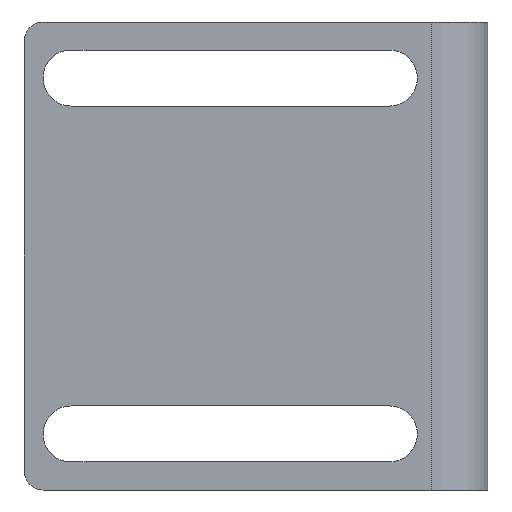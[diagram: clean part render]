
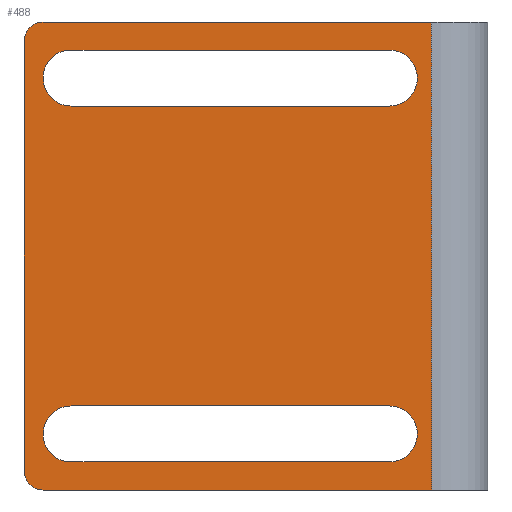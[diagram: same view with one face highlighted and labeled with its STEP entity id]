
A CAD part, front view. The second image highlights one B-rep face of the part: STEP entity #488.
In plain terms, the highlighted planar face has unit normal (0, -1, 0).
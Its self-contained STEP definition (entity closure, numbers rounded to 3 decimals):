
#319=CARTESIAN_POINT('',(-47.5,0.0,0.0));
#320=VERTEX_POINT('',#319);
#327=CARTESIAN_POINT('',(-49.5,0.0,2.));
#328=VERTEX_POINT('',#327);
#329=CARTESIAN_POINT('',(-47.5,0.0,2.));
#330=DIRECTION('',(0.0,1.0,0.0));
#331=DIRECTION('',(-0.707,0.0,-0.707));
#332=AXIS2_PLACEMENT_3D('',#329,#330,#331);
#333=CIRCLE('',#332,2.0);
#334=EDGE_CURVE('',#320,#328,#333,.T.);
#351=CARTESIAN_POINT('',(-49.5,0.0,48.0));
#352=VERTEX_POINT('',#351);
#353=CARTESIAN_POINT('',(-49.5,0.0,2.));
#354=DIRECTION('',(0.0,0.0,1.0));
#355=VECTOR('',#354,46.0);
#356=LINE('',#353,#355);
#357=EDGE_CURVE('',#328,#352,#356,.T.);
#376=CARTESIAN_POINT('',(-24.75,0.0,25.0));
#377=DIRECTION('',(0.0,1.0,0.0));
#378=DIRECTION('',(0.0,0.0,1.0));
#379=AXIS2_PLACEMENT_3D('',#376,#377,#378);
#380=PLANE('',#379);
#381=ORIENTED_EDGE('',*,*,#334,.F.);
#382=CARTESIAN_POINT('',(-6.,0.,0.0));
#383=VERTEX_POINT('',#382);
#384=CARTESIAN_POINT('',(-6.,0.0,0.0));
#385=DIRECTION('',(-1.0,0.0,0.0));
#386=VECTOR('',#385,41.5);
#387=LINE('',#384,#386);
#388=EDGE_CURVE('',#383,#320,#387,.T.);
#389=ORIENTED_EDGE('',*,*,#388,.F.);
#390=CARTESIAN_POINT('',(-6.,0.,50.0));
#391=VERTEX_POINT('',#390);
#392=CARTESIAN_POINT('',(-6.,0.0,0.0));
#393=DIRECTION('',(0.0,0.0,1.0));
#394=VECTOR('',#393,50.0);
#395=LINE('',#392,#394);
#396=EDGE_CURVE('',#383,#391,#395,.T.);
#397=ORIENTED_EDGE('',*,*,#396,.T.);
#398=CARTESIAN_POINT('',(-47.5,0.0,50.0));
#399=VERTEX_POINT('',#398);
#400=CARTESIAN_POINT('',(-47.5,0.0,50.0));
#401=DIRECTION('',(1.0,0.0,0.0));
#402=VECTOR('',#401,41.5);
#403=LINE('',#400,#402);
#404=EDGE_CURVE('',#399,#391,#403,.T.);
#405=ORIENTED_EDGE('',*,*,#404,.F.);
#406=CARTESIAN_POINT('',(-47.5,0.0,48.0));
#407=DIRECTION('',(0.0,1.0,0.0));
#408=DIRECTION('',(-0.707,0.0,0.707));
#409=AXIS2_PLACEMENT_3D('',#406,#407,#408);
#410=CIRCLE('',#409,2.0);
#411=EDGE_CURVE('',#352,#399,#410,.T.);
#412=ORIENTED_EDGE('',*,*,#411,.F.);
#413=ORIENTED_EDGE('',*,*,#357,.F.);
#414=EDGE_LOOP('',(#381,#389,#397,#405,#412,#413));
#415=FACE_OUTER_BOUND('',#414,.T.);
#416=CARTESIAN_POINT('',(-44.5,0.0,8.981));
#417=VERTEX_POINT('',#416);
#418=CARTESIAN_POINT('',(-10.5,0.0,8.981));
#419=VERTEX_POINT('',#418);
#420=CARTESIAN_POINT('',(-44.5,0.0,8.981));
#421=DIRECTION('',(1.0,0.0,0.0));
#422=VECTOR('',#421,34.);
#423=LINE('',#420,#422);
#424=EDGE_CURVE('',#417,#419,#423,.T.);
#425=ORIENTED_EDGE('',*,*,#424,.T.);
#426=CARTESIAN_POINT('',(-10.5,0.0,3.));
#427=VERTEX_POINT('',#426);
#428=CARTESIAN_POINT('',(-10.5,0.0,5.99));
#429=DIRECTION('',(0.0,1.0,0.0));
#430=DIRECTION('',(0.0,0.0,1.0));
#431=AXIS2_PLACEMENT_3D('',#428,#429,#430);
#432=CIRCLE('',#431,2.99);
#433=EDGE_CURVE('',#419,#427,#432,.T.);
#434=ORIENTED_EDGE('',*,*,#433,.T.);
#435=CARTESIAN_POINT('',(-44.838,0.0,3.0));
#436=VERTEX_POINT('',#435);
#437=CARTESIAN_POINT('',(-10.5,0.0,3.));
#438=DIRECTION('',(-1.0,0.0,0.0));
#439=VECTOR('',#438,34.338);
#440=LINE('',#437,#439);
#441=EDGE_CURVE('',#427,#436,#440,.T.);
#442=ORIENTED_EDGE('',*,*,#441,.T.);
#443=CARTESIAN_POINT('',(-44.5,0.0,5.981));
#444=DIRECTION('',(0.0,1.0,0.0));
#445=DIRECTION('',(-0.113,0.0,-0.994));
#446=AXIS2_PLACEMENT_3D('',#443,#444,#445);
#447=CIRCLE('',#446,3.);
#448=EDGE_CURVE('',#436,#417,#447,.T.);
#449=ORIENTED_EDGE('',*,*,#448,.T.);
#450=EDGE_LOOP('',(#425,#434,#442,#449));
#451=FACE_BOUND('',#450,.T.);
#452=CARTESIAN_POINT('',(-10.5,0.0,47.0));
#453=VERTEX_POINT('',#452);
#454=CARTESIAN_POINT('',(-10.5,0.0,41.019));
#455=VERTEX_POINT('',#454);
#456=CARTESIAN_POINT('',(-10.5,0.0,44.01));
#457=DIRECTION('',(0.0,1.0,0.0));
#458=DIRECTION('',(0.0,0.0,1.0));
#459=AXIS2_PLACEMENT_3D('',#456,#457,#458);
#460=CIRCLE('',#459,2.99);
#461=EDGE_CURVE('',#453,#455,#460,.T.);
#462=ORIENTED_EDGE('',*,*,#461,.T.);
#463=CARTESIAN_POINT('',(-44.5,0.0,41.019));
#464=VERTEX_POINT('',#463);
#465=CARTESIAN_POINT('',(-10.5,0.0,41.019));
#466=DIRECTION('',(-1.0,0.0,0.0));
#467=VECTOR('',#466,34.0);
#468=LINE('',#465,#467);
#469=EDGE_CURVE('',#455,#464,#468,.T.);
#470=ORIENTED_EDGE('',*,*,#469,.T.);
#471=CARTESIAN_POINT('',(-44.838,0.0,47.0));
#472=VERTEX_POINT('',#471);
#473=CARTESIAN_POINT('',(-44.5,0.0,44.019));
#474=DIRECTION('',(0.0,1.0,0.0));
#475=DIRECTION('',(0.0,0.0,-1.0));
#476=AXIS2_PLACEMENT_3D('',#473,#474,#475);
#477=CIRCLE('',#476,3.);
#478=EDGE_CURVE('',#464,#472,#477,.T.);
#479=ORIENTED_EDGE('',*,*,#478,.T.);
#480=CARTESIAN_POINT('',(-44.838,0.0,47.0));
#481=DIRECTION('',(1.0,0.0,0.0));
#482=VECTOR('',#481,34.338);
#483=LINE('',#480,#482);
#484=EDGE_CURVE('',#472,#453,#483,.T.);
#485=ORIENTED_EDGE('',*,*,#484,.T.);
#486=EDGE_LOOP('',(#462,#470,#479,#485));
#487=FACE_BOUND('',#486,.T.);
#488=ADVANCED_FACE('',(#415,#451,#487),#380,.F.);
